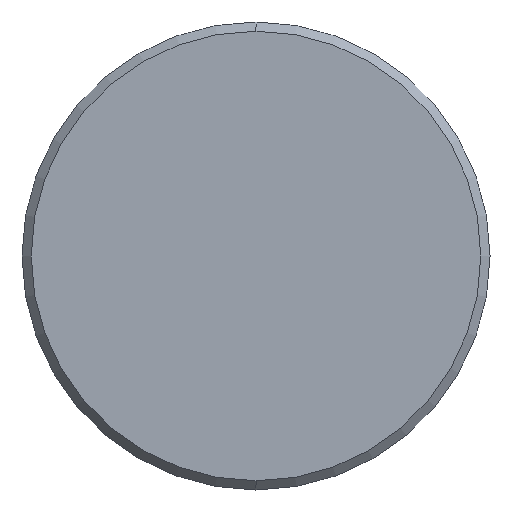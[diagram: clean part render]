
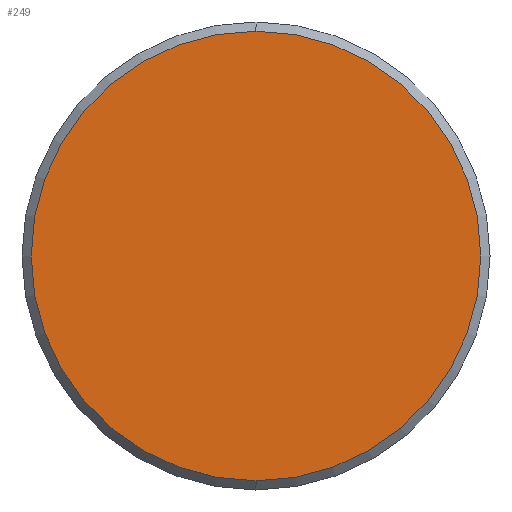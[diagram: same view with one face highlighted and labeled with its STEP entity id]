
A CAD part, left-side view. The second image highlights one B-rep face of the part: STEP entity #249.
In plain terms, the highlighted planar face has unit normal (-1, 0, 0).
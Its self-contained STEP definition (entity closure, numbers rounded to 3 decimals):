
#1 = CARTESIAN_POINT ( 'NONE',  ( -1.45, 0., 0. ) ) ;
#10 = ORIENTED_EDGE ( 'NONE', *, *, #191, .T. ) ;
#16 = FACE_OUTER_BOUND ( 'NONE', #161, .T. ) ;
#34 = CARTESIAN_POINT ( 'NONE',  ( -1.45, 0., 0. ) ) ;
#41 = DIRECTION ( 'NONE',  ( 0., 0., -1. ) ) ;
#48 = VERTEX_POINT ( 'NONE', #115 ) ;
#55 = PLANE ( 'NONE',  #105 ) ;
#58 = CIRCLE ( 'NONE', #181, 6.1 ) ;
#59 = CARTESIAN_POINT ( 'NONE',  ( -1.45, 0., 6.1 ) ) ;
#92 = DIRECTION ( 'NONE',  ( -1., 0., 0. ) ) ;
#98 = AXIS2_PLACEMENT_3D ( 'NONE', #34, #92, #190 ) ;
#105 = AXIS2_PLACEMENT_3D ( 'NONE', #211, #152, #228 ) ;
#108 = DIRECTION ( 'NONE',  ( -1., 0., 0. ) ) ;
#115 = CARTESIAN_POINT ( 'NONE',  ( -1.45, 0., -6.1 ) ) ;
#124 = EDGE_CURVE ( 'NONE', #204, #48, #129, .T. ) ;
#129 = CIRCLE ( 'NONE', #98, 6.1 ) ;
#152 = DIRECTION ( 'NONE',  ( 1., 0., 0. ) ) ;
#161 = EDGE_LOOP ( 'NONE', ( #10, #171 ) ) ;
#171 = ORIENTED_EDGE ( 'NONE', *, *, #124, .T. ) ;
#181 = AXIS2_PLACEMENT_3D ( 'NONE', #1, #108, #41 ) ;
#190 = DIRECTION ( 'NONE',  ( 0., 0., -1. ) ) ;
#191 = EDGE_CURVE ( 'NONE', #48, #204, #58, .T. ) ;
#204 = VERTEX_POINT ( 'NONE', #59 ) ;
#211 = CARTESIAN_POINT ( 'NONE',  ( -1.45, 0., 0. ) ) ;
#228 = DIRECTION ( 'NONE',  ( 0., 0., -1. ) ) ;
#249 = ADVANCED_FACE ( 'NONE', ( #16 ), #55, .F. ) ;
